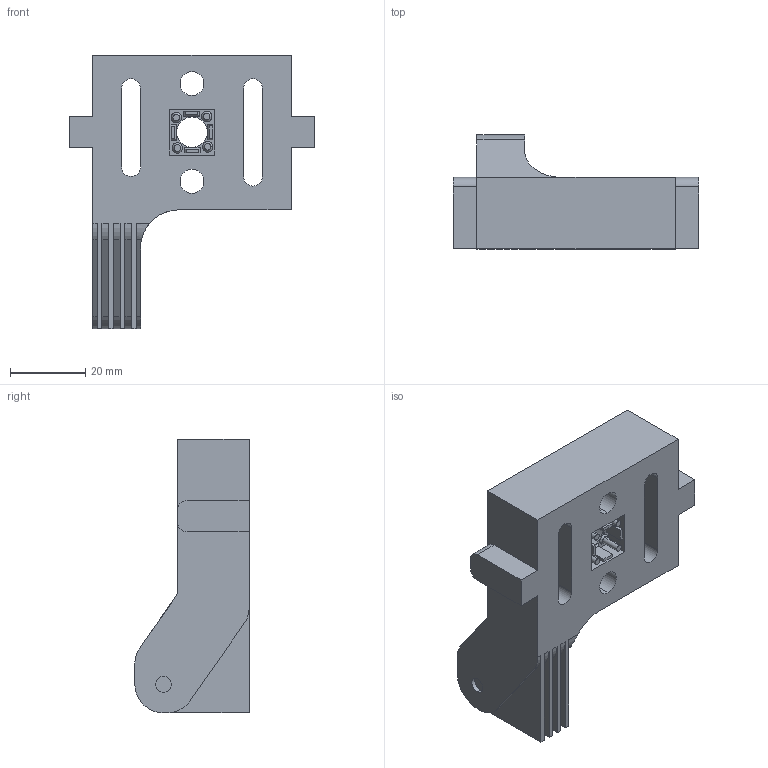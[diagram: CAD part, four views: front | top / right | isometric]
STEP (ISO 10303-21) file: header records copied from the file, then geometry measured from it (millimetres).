
FILE_DESCRIPTION (( 'STEP AP203' ), '1' );
FILE_NAME ('J2 Drive Block.STEP', '2016-07-29T00:15:57', ( '' ), ( '' ), 'SwSTEP 2.0', 'SolidWorks 2015', '' );
FILE_SCHEMA (( 'CONFIG_CONTROL_DESIGN' ));
Length unit declared in the file: inch
Products named in the file (1): J2 Drive Block
Bounding box: 65.53 x 30.48 x 73.03 mm (x, y, z)
Volume: 44763 mm3; surface area: 16124.9 mm2
Topology: 1 solids, 4 shells, 144 faces, 355 edges, 231 vertices
Faces by surface type: plane 89, cylinder 47, cone 8
Entity records: 4345 total; most frequent: CARTESIAN_POINT 748, DIRECTION 742, ORIENTED_EDGE 710, EDGE_CURVE 355, VECTOR 252, LINE 252, AXIS2_PLACEMENT_3D 245, VERTEX_POINT 231
